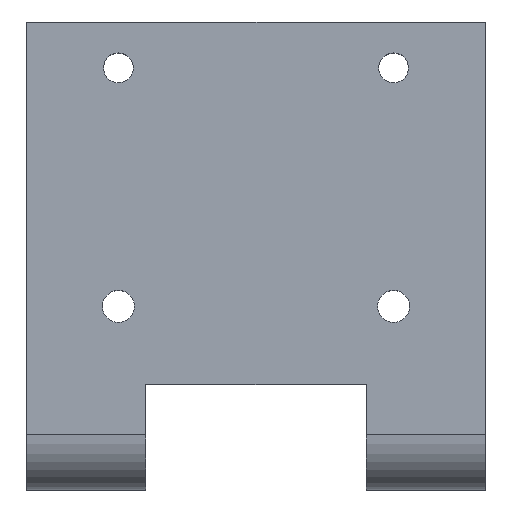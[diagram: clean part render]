
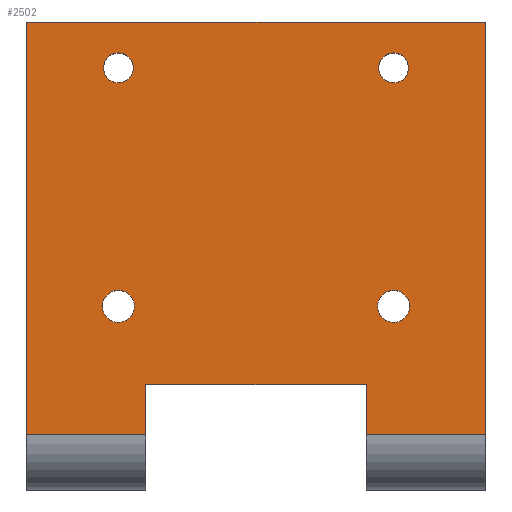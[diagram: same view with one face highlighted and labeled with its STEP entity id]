
A CAD part, top view. The second image highlights one B-rep face of the part: STEP entity #2502.
In plain terms, the highlighted planar face has unit normal (0, 0, 1).
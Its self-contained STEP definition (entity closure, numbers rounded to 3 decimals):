
#38 = VECTOR ( 'NONE', #1676, 1000. ) ;
#68 = EDGE_CURVE ( 'NONE', #849, #853, #1684, .T. ) ;
#169 = PLANE ( 'NONE',  #2421 ) ;
#170 = CARTESIAN_POINT ( 'NONE',  ( 50., 0., 0. ) ) ;
#171 = DIRECTION ( 'NONE',  ( 0., 0., -1. ) ) ;
#172 = DIRECTION ( 'NONE',  ( 0., 1., 0. ) ) ;
#258 = CARTESIAN_POINT ( 'NONE',  ( 10., 46., 0. ) ) ;
#265 = DIRECTION ( 'NONE',  ( 0., 1., 0. ) ) ;
#266 = DIRECTION ( 'NONE',  ( 0., 0., 1. ) ) ;
#267 = CARTESIAN_POINT ( 'NONE',  ( 40., 46., 0. ) ) ;
#350 = DIRECTION ( 'NONE',  ( 0., 1., 0. ) ) ;
#351 = DIRECTION ( 'NONE',  ( 0., 0., 1. ) ) ;
#352 = CARTESIAN_POINT ( 'NONE',  ( 10., 20., 0. ) ) ;
#353 = DIRECTION ( 'NONE',  ( 0., 1., 0. ) ) ;
#354 = DIRECTION ( 'NONE',  ( 0., 0., 1. ) ) ;
#355 = CARTESIAN_POINT ( 'NONE',  ( 40., 20., 0. ) ) ;
#362 = DIRECTION ( 'NONE',  ( 1., 0., 0. ) ) ;
#363 = CARTESIAN_POINT ( 'NONE',  ( 50., 6., 0. ) ) ;
#364 = LINE ( 'NONE', #363, #2233 ) ;
#365 = DIRECTION ( 'NONE',  ( 0., -1., 0. ) ) ;
#366 = CARTESIAN_POINT ( 'NONE',  ( 37., 0., 0. ) ) ;
#367 = LINE ( 'NONE', #366, #2232 ) ;
#368 = DIRECTION ( 'NONE',  ( 1., 0., 0. ) ) ;
#369 = CARTESIAN_POINT ( 'NONE',  ( 50., 11.5, 0. ) ) ;
#370 = LINE ( 'NONE', #369, #2231 ) ;
#371 = DIRECTION ( 'NONE',  ( 0., 1., 0. ) ) ;
#372 = CARTESIAN_POINT ( 'NONE',  ( 13., 0., 0. ) ) ;
#374 = LINE ( 'NONE', #372, #2230 ) ;
#375 = DIRECTION ( 'NONE',  ( 1., 0., 0. ) ) ;
#377 = CARTESIAN_POINT ( 'NONE',  ( 50., 6., 0. ) ) ;
#386 = LINE ( 'NONE', #377, #2226 ) ;
#409 = DIRECTION ( 'NONE',  ( 0., -1., 0. ) ) ;
#410 = CARTESIAN_POINT ( 'NONE',  ( 0., 0., 0. ) ) ;
#415 = LINE ( 'NONE', #410, #2220 ) ;
#416 = DIRECTION ( 'NONE',  ( 0., -1., 0. ) ) ;
#417 = CARTESIAN_POINT ( 'NONE',  ( 50., 0., 0. ) ) ;
#418 = LINE ( 'NONE', #417, #2219 ) ;
#465 = CARTESIAN_POINT ( 'NONE',  ( 11.625, 46., 0. ) ) ;
#485 = CARTESIAN_POINT ( 'NONE',  ( 13., 6., 0. ) ) ;
#492 = CARTESIAN_POINT ( 'NONE',  ( 8.375, 46., 0. ) ) ;
#532 = CARTESIAN_POINT ( 'NONE',  ( 41.75, 20., 0. ) ) ;
#544 = CARTESIAN_POINT ( 'NONE',  ( 41.625, 46., 0. ) ) ;
#550 = CARTESIAN_POINT ( 'NONE',  ( 50., 51., 0. ) ) ;
#554 = CARTESIAN_POINT ( 'NONE',  ( 0., 51., 0. ) ) ;
#558 = CARTESIAN_POINT ( 'NONE',  ( 37., 6., 0. ) ) ;
#588 = CARTESIAN_POINT ( 'NONE',  ( 0., 6., 0. ) ) ;
#597 = CARTESIAN_POINT ( 'NONE',  ( 38.375, 46., 0. ) ) ;
#612 = CARTESIAN_POINT ( 'NONE',  ( 50., 6., 0. ) ) ;
#613 = CARTESIAN_POINT ( 'NONE',  ( 13., 11.5, 0. ) ) ;
#621 = CARTESIAN_POINT ( 'NONE',  ( 38.25, 20., 0. ) ) ;
#626 = CARTESIAN_POINT ( 'NONE',  ( 37., 11.5, 0. ) ) ;
#634 = CARTESIAN_POINT ( 'NONE',  ( 8.25, 20., 0. ) ) ;
#646 = CARTESIAN_POINT ( 'NONE',  ( 11.75, 20., 0. ) ) ;
#748 = FACE_BOUND ( 'NONE', #1956, .T. ) ;
#759 = VERTEX_POINT ( 'NONE', #634 ) ;
#762 = VERTEX_POINT ( 'NONE', #646 ) ;
#797 = VERTEX_POINT ( 'NONE', #626 ) ;
#800 = VERTEX_POINT ( 'NONE', #621 ) ;
#803 = VERTEX_POINT ( 'NONE', #613 ) ;
#805 = VERTEX_POINT ( 'NONE', #612 ) ;
#817 = VERTEX_POINT ( 'NONE', #597 ) ;
#824 = VERTEX_POINT ( 'NONE', #588 ) ;
#846 = VERTEX_POINT ( 'NONE', #558 ) ;
#849 = VERTEX_POINT ( 'NONE', #554 ) ;
#853 = VERTEX_POINT ( 'NONE', #550 ) ;
#857 = VERTEX_POINT ( 'NONE', #544 ) ;
#866 = VERTEX_POINT ( 'NONE', #532 ) ;
#895 = VERTEX_POINT ( 'NONE', #492 ) ;
#902 = VERTEX_POINT ( 'NONE', #485 ) ;
#917 = VERTEX_POINT ( 'NONE', #465 ) ;
#1007 = FACE_BOUND ( 'NONE', #1979, .T. ) ;
#1053 = DIRECTION ( 'NONE',  ( 0., 1., 0. ) ) ;
#1054 = DIRECTION ( 'NONE',  ( 0., 0., 1. ) ) ;
#1055 = CARTESIAN_POINT ( 'NONE',  ( 40., 20., 0. ) ) ;
#1066 = DIRECTION ( 'NONE',  ( 0., 1., 0. ) ) ;
#1069 = DIRECTION ( 'NONE',  ( 0., 0., 1. ) ) ;
#1070 = CARTESIAN_POINT ( 'NONE',  ( 10., 20., 0. ) ) ;
#1171 = DIRECTION ( 'NONE',  ( 0., 1., 0. ) ) ;
#1175 = DIRECTION ( 'NONE',  ( 0., 0., 1. ) ) ;
#1221 = EDGE_CURVE ( 'NONE', #853, #805, #418, .T. ) ;
#1222 = EDGE_CURVE ( 'NONE', #849, #824, #415, .T. ) ;
#1229 = FACE_BOUND ( 'NONE', #1980, .T. ) ;
#1309 = FACE_BOUND ( 'NONE', #1960, .T. ) ;
#1370 = FACE_OUTER_BOUND ( 'NONE', #1981, .T. ) ;
#1402 = EDGE_CURVE ( 'NONE', #824, #902, #386, .T. ) ;
#1403 = EDGE_CURVE ( 'NONE', #902, #803, #374, .T. ) ;
#1404 = EDGE_CURVE ( 'NONE', #803, #797, #370, .T. ) ;
#1405 = EDGE_CURVE ( 'NONE', #797, #846, #367, .T. ) ;
#1406 = EDGE_CURVE ( 'NONE', #846, #805, #364, .T. ) ;
#1407 = EDGE_CURVE ( 'NONE', #866, #800, #2234, .T. ) ;
#1408 = EDGE_CURVE ( 'NONE', #762, #759, #2229, .T. ) ;
#1454 = DIRECTION ( 'NONE',  ( 0., 1., 0. ) ) ;
#1455 = DIRECTION ( 'NONE',  ( 0., 0., 1. ) ) ;
#1456 = CARTESIAN_POINT ( 'NONE',  ( 40., 46., 0. ) ) ;
#1466 = DIRECTION ( 'NONE',  ( 0., 1., 0. ) ) ;
#1467 = DIRECTION ( 'NONE',  ( 0., 0., 1. ) ) ;
#1468 = CARTESIAN_POINT ( 'NONE',  ( 10., 46., 0. ) ) ;
#1676 = DIRECTION ( 'NONE',  ( 1., 0., 0. ) ) ;
#1684 = LINE ( 'NONE', #1687, #38 ) ;
#1687 = CARTESIAN_POINT ( 'NONE',  ( 0., 51., 0. ) ) ;
#1830 = ORIENTED_EDGE ( 'NONE', *, *, #1221, .F. ) ;
#1831 = ORIENTED_EDGE ( 'NONE', *, *, #68, .F. ) ;
#1832 = ORIENTED_EDGE ( 'NONE', *, *, #1222, .T. ) ;
#1833 = ORIENTED_EDGE ( 'NONE', *, *, #1402, .T. ) ;
#1834 = ORIENTED_EDGE ( 'NONE', *, *, #1403, .T. ) ;
#1835 = ORIENTED_EDGE ( 'NONE', *, *, #1404, .T. ) ;
#1836 = ORIENTED_EDGE ( 'NONE', *, *, #1405, .T. ) ;
#1837 = ORIENTED_EDGE ( 'NONE', *, *, #1406, .T. ) ;
#1838 = ORIENTED_EDGE ( 'NONE', *, *, #2465, .F. ) ;
#1839 = ORIENTED_EDGE ( 'NONE', *, *, #2141, .F. ) ;
#1840 = ORIENTED_EDGE ( 'NONE', *, *, #2469, .F. ) ;
#1841 = ORIENTED_EDGE ( 'NONE', *, *, #2139, .F. ) ;
#1842 = ORIENTED_EDGE ( 'NONE', *, *, #2184, .F. ) ;
#1843 = ORIENTED_EDGE ( 'NONE', *, *, #1407, .F. ) ;
#1844 = ORIENTED_EDGE ( 'NONE', *, *, #2181, .F. ) ;
#1845 = ORIENTED_EDGE ( 'NONE', *, *, #1408, .F. ) ;
#1956 = EDGE_LOOP ( 'NONE', ( #1844, #1845 ) ) ;
#1960 = EDGE_LOOP ( 'NONE', ( #1840, #1841 ) ) ;
#1979 = EDGE_LOOP ( 'NONE', ( #1842, #1843 ) ) ;
#1980 = EDGE_LOOP ( 'NONE', ( #1838, #1839 ) ) ;
#1981 = EDGE_LOOP ( 'NONE', ( #1830, #1831, #1832, #1833, #1834, #1835, #1836, #1837 ) ) ;
#2139 = EDGE_CURVE ( 'NONE', #857, #817, #2245, .T. ) ;
#2141 = EDGE_CURVE ( 'NONE', #917, #895, #2259, .T. ) ;
#2181 = EDGE_CURVE ( 'NONE', #759, #762, #2318, .T. ) ;
#2184 = EDGE_CURVE ( 'NONE', #800, #866, #2323, .T. ) ;
#2219 = VECTOR ( 'NONE', #416, 1000. ) ;
#2220 = VECTOR ( 'NONE', #409, 1000. ) ;
#2226 = VECTOR ( 'NONE', #375, 1000. ) ;
#2229 = CIRCLE ( 'NONE', #2238, 1.75 ) ;
#2230 = VECTOR ( 'NONE', #371, 1000. ) ;
#2231 = VECTOR ( 'NONE', #368, 1000. ) ;
#2232 = VECTOR ( 'NONE', #365, 1000. ) ;
#2233 = VECTOR ( 'NONE', #362, 1000. ) ;
#2234 = CIRCLE ( 'NONE', #2236, 1.75 ) ;
#2236 = AXIS2_PLACEMENT_3D ( 'NONE', #355, #354, #353 ) ;
#2238 = AXIS2_PLACEMENT_3D ( 'NONE', #352, #351, #350 ) ;
#2245 = CIRCLE ( 'NONE', #2261, 1.625 ) ;
#2259 = CIRCLE ( 'NONE', #2265, 1.625 ) ;
#2261 = AXIS2_PLACEMENT_3D ( 'NONE', #267, #266, #265 ) ;
#2265 = AXIS2_PLACEMENT_3D ( 'NONE', #258, #1175, #1171 ) ;
#2318 = CIRCLE ( 'NONE', #2320, 1.75 ) ;
#2320 = AXIS2_PLACEMENT_3D ( 'NONE', #1070, #1069, #1066 ) ;
#2323 = CIRCLE ( 'NONE', #2325, 1.75 ) ;
#2325 = AXIS2_PLACEMENT_3D ( 'NONE', #1055, #1054, #1053 ) ;
#2379 = CIRCLE ( 'NONE', #2383, 1.625 ) ;
#2383 = AXIS2_PLACEMENT_3D ( 'NONE', #1468, #1467, #1466 ) ;
#2387 = CIRCLE ( 'NONE', #2388, 1.625 ) ;
#2388 = AXIS2_PLACEMENT_3D ( 'NONE', #1456, #1455, #1454 ) ;
#2421 = AXIS2_PLACEMENT_3D ( 'NONE', #170, #171, #172 ) ;
#2465 = EDGE_CURVE ( 'NONE', #895, #917, #2379, .T. ) ;
#2469 = EDGE_CURVE ( 'NONE', #817, #857, #2387, .T. ) ;
#2502 = ADVANCED_FACE ( 'NONE', ( #1370, #1229, #1309, #1007, #748 ), #169, .F. ) ;
